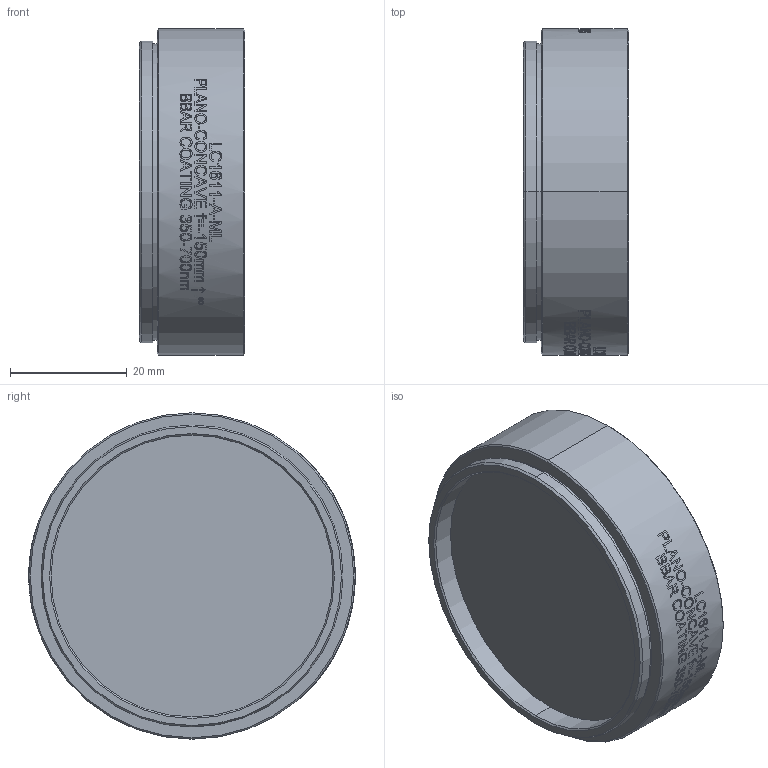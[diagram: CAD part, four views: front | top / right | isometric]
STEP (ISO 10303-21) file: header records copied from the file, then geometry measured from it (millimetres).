
FILE_DESCRIPTION (( 'STEP AP203' ), '1' );
FILE_NAME ('TTN045366-E0W.STEP', '2015-11-20T19:55:15', ( 'admin' ), ( '' ), 'SwSTEP 2.0', 'SolidWorks 2014', '' );
FILE_SCHEMA (( 'CONFIG_CONTROL_DESIGN' ));
Length unit declared in the file: inch
Products named in the file (1): TTN045366-E0W
Bounding box: 18.03 x 55.88 x 55.88 mm (x, y, z)
Volume: 19249.2 mm3; surface area: 14096.6 mm2
Topology: 3 solids, 3 shells, 145 faces, 826 edges, 779 vertices
Faces by surface type: cylinder 107, cone 20, plane 16, sphere 2
Entity records: 15506 total; most frequent: CARTESIAN_POINT 9032, ORIENTED_EDGE 1652, DIRECTION 959, EDGE_CURVE 826, VERTEX_POINT 779, B_SPLINE_CURVE_WITH_KNOTS 399, AXIS2_PLACEMENT_3D 386, EDGE_LOOP 241
